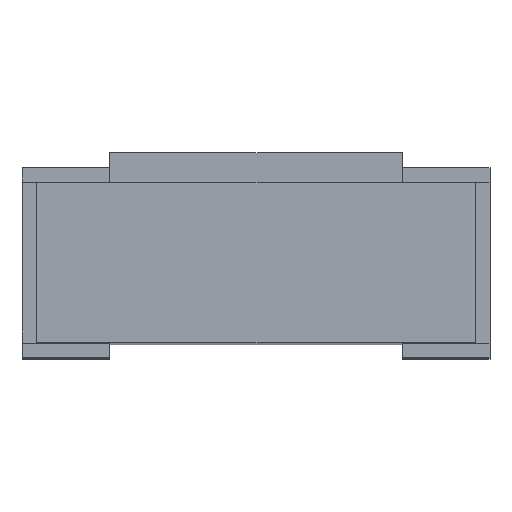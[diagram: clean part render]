
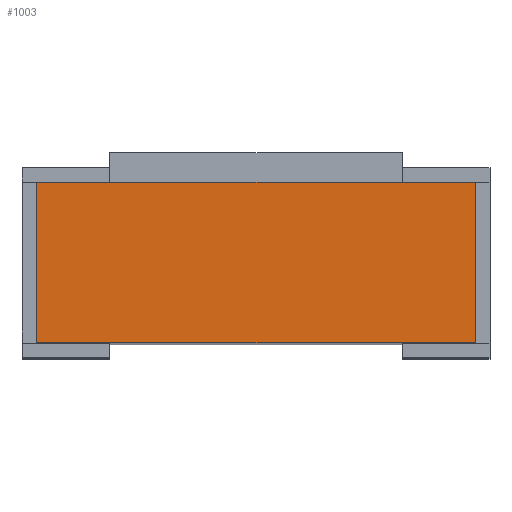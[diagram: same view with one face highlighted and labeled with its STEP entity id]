
A CAD part, top view. The second image highlights one B-rep face of the part: STEP entity #1003.
In plain terms, the highlighted planar face has unit normal (0, 0, 1).
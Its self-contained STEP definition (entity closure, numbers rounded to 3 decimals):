
#65 = DIRECTION ( 'NONE',  ( -1., 0., 0. ) ) ;
#124 = AXIS2_PLACEMENT_3D ( 'NONE', #1376, #6111, #65 ) ;
#187 = ORIENTED_EDGE ( 'NONE', *, *, #521, .T. ) ;
#223 = EDGE_CURVE ( 'NONE', #3792, #4581, #2315, .T. ) ;
#355 = DIRECTION ( 'NONE',  ( 1., 0., 0. ) ) ;
#485 = EDGE_CURVE ( 'NONE', #4684, #4581, #2618, .T. ) ;
#521 = EDGE_CURVE ( 'NONE', #4238, #3792, #2908, .T. ) ;
#829 = CARTESIAN_POINT ( 'NONE',  ( -0.75, 0.05, 1.6 ) ) ;
#872 = FACE_OUTER_BOUND ( 'NONE', #1334, .T. ) ;
#897 = PLANE ( 'NONE',  #124 ) ;
#987 = DIRECTION ( 'NONE',  ( 0., -1., 0. ) ) ;
#1003 = ADVANCED_FACE ( 'NONE', ( #872 ), #897, .F. ) ;
#1334 = EDGE_LOOP ( 'NONE', ( #4633, #5579, #187, #5464 ) ) ;
#1376 = CARTESIAN_POINT ( 'NONE',  ( 0., 0.65, 1.6 ) ) ;
#1470 = CARTESIAN_POINT ( 'NONE',  ( -0.75, 0.6, 1.6 ) ) ;
#1999 = CARTESIAN_POINT ( 'NONE',  ( 0.75, 0.6, 1.6 ) ) ;
#2315 = LINE ( 'NONE', #1999, #2768 ) ;
#2328 = CARTESIAN_POINT ( 'NONE',  ( -0.75, 0.05, 1.6 ) ) ;
#2618 = LINE ( 'NONE', #4660, #3423 ) ;
#2768 = VECTOR ( 'NONE', #5240, 1000. ) ;
#2908 = LINE ( 'NONE', #2328, #3350 ) ;
#3350 = VECTOR ( 'NONE', #355, 1000. ) ;
#3423 = VECTOR ( 'NONE', #4681, 1000. ) ;
#3792 = VERTEX_POINT ( 'NONE', #4773 ) ;
#4238 = VERTEX_POINT ( 'NONE', #829 ) ;
#4581 = VERTEX_POINT ( 'NONE', #4843 ) ;
#4633 = ORIENTED_EDGE ( 'NONE', *, *, #485, .F. ) ;
#4660 = CARTESIAN_POINT ( 'NONE',  ( -0.5, 0.6, 1.6 ) ) ;
#4681 = DIRECTION ( 'NONE',  ( 1., 0., 0. ) ) ;
#4684 = VERTEX_POINT ( 'NONE', #4920 ) ;
#4773 = CARTESIAN_POINT ( 'NONE',  ( 0.75, 0.05, 1.6 ) ) ;
#4843 = CARTESIAN_POINT ( 'NONE',  ( 0.75, 0.6, 1.6 ) ) ;
#4920 = CARTESIAN_POINT ( 'NONE',  ( -0.75, 0.6, 1.6 ) ) ;
#5020 = VECTOR ( 'NONE', #987, 1000. ) ;
#5240 = DIRECTION ( 'NONE',  ( 0., 1., 0. ) ) ;
#5464 = ORIENTED_EDGE ( 'NONE', *, *, #223, .T. ) ;
#5484 = LINE ( 'NONE', #1470, #5020 ) ;
#5579 = ORIENTED_EDGE ( 'NONE', *, *, #6006, .T. ) ;
#6006 = EDGE_CURVE ( 'NONE', #4684, #4238, #5484, .T. ) ;
#6111 = DIRECTION ( 'NONE',  ( 0., 0., -1. ) ) ;
